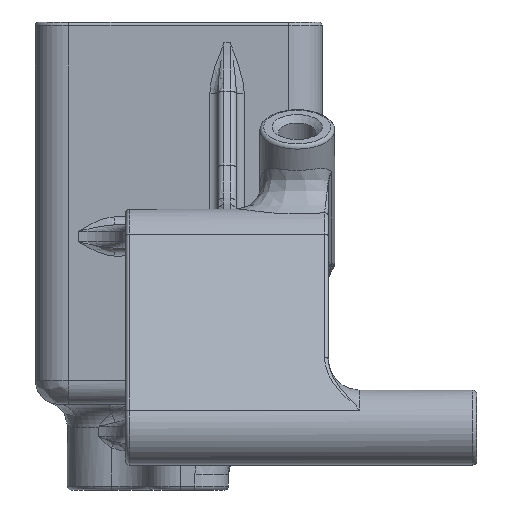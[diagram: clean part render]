
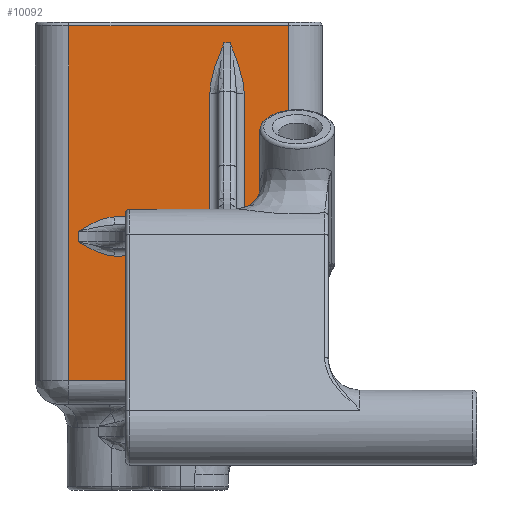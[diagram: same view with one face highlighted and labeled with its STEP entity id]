
A CAD part, left-side view. The second image highlights one B-rep face of the part: STEP entity #10092.
In plain terms, the highlighted planar face has unit normal (-1, 0, 0).
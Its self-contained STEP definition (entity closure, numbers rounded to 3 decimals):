
#280=PLANE('',#11052);
#711=LINE('',#17602,#1176);
#747=LINE('',#18008,#1212);
#755=LINE('',#18103,#1220);
#756=LINE('',#18107,#1221);
#757=LINE('',#18118,#1222);
#758=LINE('',#18128,#1223);
#759=LINE('',#18139,#1224);
#760=LINE('',#18141,#1225);
#761=LINE('',#18143,#1226);
#762=LINE('',#18145,#1227);
#763=LINE('',#18147,#1228);
#764=LINE('',#18149,#1229);
#765=LINE('',#18151,#1230);
#766=LINE('',#18152,#1231);
#1176=VECTOR('',#12738,10.);
#1212=VECTOR('',#12980,10.);
#1220=VECTOR('',#13014,10.);
#1221=VECTOR('',#13019,10.);
#1222=VECTOR('',#13020,10.);
#1223=VECTOR('',#13021,10.);
#1224=VECTOR('',#13022,10.);
#1225=VECTOR('',#13023,10.);
#1226=VECTOR('',#13024,10.);
#1227=VECTOR('',#13025,10.);
#1228=VECTOR('',#13026,10.);
#1229=VECTOR('',#13027,10.);
#1230=VECTOR('',#13028,10.);
#1231=VECTOR('',#13029,10.);
#1680=FACE_OUTER_BOUND('',#2391,.T.);
#2391=EDGE_LOOP('',(#7351,#7352,#7353,#7354,#7355,#7356,#7357,#7358,#7359,
#7360,#7361,#7362,#7363,#7364,#7365,#7366,#7367,#7368));
#3870=B_SPLINE_CURVE_WITH_KNOTS('',3,(#17996,#17997,#17998,#17999,#18000,
#18001,#18002,#18003),.UNSPECIFIED.,.F.,.F.,(4,2,1,1,4),(-0.341,
-0.34,-0.204,-0.136,0.),
 .UNSPECIFIED.);
#3876=B_SPLINE_CURVE_WITH_KNOTS('',3,(#18109,#18110,#18111,#18112,#18113,
#18114,#18115,#18116),.UNSPECIFIED.,.F.,.F.,(4,2,1,1,4),(-0.25,
-0.249,-0.1,-0.05,0.),
 .UNSPECIFIED.);
#3877=B_SPLINE_CURVE_WITH_KNOTS('',3,(#18119,#18120,#18121,#18122,#18123,
#18124,#18125,#18126),.UNSPECIFIED.,.F.,.F.,(4,1,1,2,4),(-0.249,
-0.149,-0.1,0.,0.001),
 .UNSPECIFIED.);
#3878=B_SPLINE_CURVE_WITH_KNOTS('',3,(#18130,#18131,#18132,#18133,#18134,
#18135,#18136,#18137),.UNSPECIFIED.,.F.,.F.,(4,1,1,2,4),(-0.34,
-0.204,-0.136,0.,0.001),
 .UNSPECIFIED.);
#4364=VERTEX_POINT('',#17595);
#4367=VERTEX_POINT('',#17600);
#4436=VERTEX_POINT('',#17984);
#4438=VERTEX_POINT('',#17987);
#4439=VERTEX_POINT('',#18005);
#4454=VERTEX_POINT('',#18102);
#4455=VERTEX_POINT('',#18106);
#4456=VERTEX_POINT('',#18108);
#4457=VERTEX_POINT('',#18117);
#4458=VERTEX_POINT('',#18127);
#4459=VERTEX_POINT('',#18129);
#4460=VERTEX_POINT('',#18138);
#4461=VERTEX_POINT('',#18140);
#4462=VERTEX_POINT('',#18142);
#4463=VERTEX_POINT('',#18144);
#4464=VERTEX_POINT('',#18146);
#4465=VERTEX_POINT('',#18148);
#4466=VERTEX_POINT('',#18150);
#5369=EDGE_CURVE('',#4367,#4364,#711,.T.);
#5480=EDGE_CURVE('',#4438,#4436,#3870,.T.);
#5483=EDGE_CURVE('',#4436,#4439,#747,.T.);
#5503=EDGE_CURVE('',#4439,#4454,#755,.T.);
#5505=EDGE_CURVE('',#4455,#4367,#756,.T.);
#5506=EDGE_CURVE('',#4456,#4455,#3876,.T.);
#5507=EDGE_CURVE('',#4457,#4456,#757,.T.);
#5508=EDGE_CURVE('',#4454,#4457,#3877,.T.);
#5509=EDGE_CURVE('',#4458,#4438,#758,.T.);
#5510=EDGE_CURVE('',#4459,#4458,#3878,.T.);
#5511=EDGE_CURVE('',#4460,#4459,#759,.T.);
#5512=EDGE_CURVE('',#4461,#4460,#760,.T.);
#5513=EDGE_CURVE('',#4462,#4461,#761,.T.);
#5514=EDGE_CURVE('',#4463,#4462,#762,.T.);
#5515=EDGE_CURVE('',#4464,#4463,#763,.T.);
#5516=EDGE_CURVE('',#4465,#4464,#764,.T.);
#5517=EDGE_CURVE('',#4466,#4465,#765,.T.);
#5518=EDGE_CURVE('',#4364,#4466,#766,.T.);
#7351=ORIENTED_EDGE('',*,*,#5369,.F.);
#7352=ORIENTED_EDGE('',*,*,#5505,.F.);
#7353=ORIENTED_EDGE('',*,*,#5506,.F.);
#7354=ORIENTED_EDGE('',*,*,#5507,.F.);
#7355=ORIENTED_EDGE('',*,*,#5508,.F.);
#7356=ORIENTED_EDGE('',*,*,#5503,.F.);
#7357=ORIENTED_EDGE('',*,*,#5483,.F.);
#7358=ORIENTED_EDGE('',*,*,#5480,.F.);
#7359=ORIENTED_EDGE('',*,*,#5509,.F.);
#7360=ORIENTED_EDGE('',*,*,#5510,.F.);
#7361=ORIENTED_EDGE('',*,*,#5511,.F.);
#7362=ORIENTED_EDGE('',*,*,#5512,.F.);
#7363=ORIENTED_EDGE('',*,*,#5513,.F.);
#7364=ORIENTED_EDGE('',*,*,#5514,.F.);
#7365=ORIENTED_EDGE('',*,*,#5515,.F.);
#7366=ORIENTED_EDGE('',*,*,#5516,.F.);
#7367=ORIENTED_EDGE('',*,*,#5517,.F.);
#7368=ORIENTED_EDGE('',*,*,#5518,.F.);
#10092=ADVANCED_FACE('',(#1680),#280,.F.);
#11052=AXIS2_PLACEMENT_3D('',#18105,#13017,#13018);
#12738=DIRECTION('',(0.,0.,-1.));
#12980=DIRECTION('',(0.,0.,-1.));
#13014=DIRECTION('',(0.,1.,0.));
#13017=DIRECTION('center_axis',(1.,0.,0.));
#13018=DIRECTION('ref_axis',(0.,-1.,0.));
#13019=DIRECTION('',(0.,-1.,0.));
#13020=DIRECTION('',(0.,0.,-1.));
#13021=DIRECTION('',(0.,1.,0.));
#13022=DIRECTION('',(0.,0.,1.));
#13023=DIRECTION('',(0.,1.,0.));
#13024=DIRECTION('',(0.,0.,-1.));
#13025=DIRECTION('',(0.,-1.,0.));
#13026=DIRECTION('',(0.,0.,1.));
#13027=DIRECTION('',(0.,1.,0.));
#13028=DIRECTION('',(0.,0.,1.));
#13029=DIRECTION('',(0.,1.,0.));
#17595=CARTESIAN_POINT('',(17.55,5.6,-19.5));
#17600=CARTESIAN_POINT('',(17.55,5.6,-9.5));
#17602=CARTESIAN_POINT('',(17.55,5.6,-1.625));
#17984=CARTESIAN_POINT('',(17.55,5.6,0.889));
#17987=CARTESIAN_POINT('',(17.55,4.7,4.162));
#17996=CARTESIAN_POINT('Ctrl Pts',(17.55,4.7,4.162));
#17997=CARTESIAN_POINT('Ctrl Pts',(17.55,4.701,4.159));
#17998=CARTESIAN_POINT('Ctrl Pts',(17.55,4.702,4.156));
#17999=CARTESIAN_POINT('Ctrl Pts',(17.55,4.874,3.733));
#18000=CARTESIAN_POINT('Ctrl Pts',(17.55,5.13,3.1));
#18001=CARTESIAN_POINT('Ctrl Pts',(17.55,5.472,2.022));
#18002=CARTESIAN_POINT('Ctrl Pts',(17.55,5.6,1.343));
#18003=CARTESIAN_POINT('Ctrl Pts',(17.55,5.6,0.889));
#18005=CARTESIAN_POINT('',(17.55,5.6,-7.));
#18008=CARTESIAN_POINT('',(17.55,5.6,-1.625));
#18102=CARTESIAN_POINT('',(17.55,11.696,-7.));
#18103=CARTESIAN_POINT('',(17.55,12.82,-7.));
#18105=CARTESIAN_POINT('Origin',(17.55,14.64,5.5));
#18106=CARTESIAN_POINT('',(17.55,11.696,-9.5));
#18107=CARTESIAN_POINT('',(17.55,12.82,-9.5));
#18108=CARTESIAN_POINT('',(17.55,14.,-8.6));
#18109=CARTESIAN_POINT('Ctrl Pts',(17.55,14.,-8.6));
#18110=CARTESIAN_POINT('Ctrl Pts',(17.55,13.998,-8.601));
#18111=CARTESIAN_POINT('Ctrl Pts',(17.55,13.996,-8.602));
#18112=CARTESIAN_POINT('Ctrl Pts',(17.55,13.567,-8.86));
#18113=CARTESIAN_POINT('Ctrl Pts',(17.55,12.991,-9.207));
#18114=CARTESIAN_POINT('Ctrl Pts',(17.55,12.196,-9.458));
#18115=CARTESIAN_POINT('Ctrl Pts',(17.55,11.862,-9.5));
#18116=CARTESIAN_POINT('Ctrl Pts',(17.55,11.696,-9.5));
#18117=CARTESIAN_POINT('',(17.55,14.,-7.9));
#18118=CARTESIAN_POINT('',(17.55,14.,-4.6));
#18119=CARTESIAN_POINT('Ctrl Pts',(17.55,11.696,-7.));
#18120=CARTESIAN_POINT('Ctrl Pts',(17.55,12.028,-7.));
#18121=CARTESIAN_POINT('Ctrl Pts',(17.55,12.522,-7.124));
#18122=CARTESIAN_POINT('Ctrl Pts',(17.55,13.276,-7.466));
#18123=CARTESIAN_POINT('Ctrl Pts',(17.55,13.709,-7.726));
#18124=CARTESIAN_POINT('Ctrl Pts',(17.55,13.996,-7.898));
#18125=CARTESIAN_POINT('Ctrl Pts',(17.55,13.998,-7.899));
#18126=CARTESIAN_POINT('Ctrl Pts',(17.55,14.,-7.9));
#18127=CARTESIAN_POINT('',(17.55,4.3,4.162));
#18128=CARTESIAN_POINT('',(17.55,9.27,4.162));
#18129=CARTESIAN_POINT('',(17.55,3.4,0.889));
#18130=CARTESIAN_POINT('Ctrl Pts',(17.55,3.4,0.889));
#18131=CARTESIAN_POINT('Ctrl Pts',(17.55,3.4,1.343));
#18132=CARTESIAN_POINT('Ctrl Pts',(17.55,3.528,2.022));
#18133=CARTESIAN_POINT('Ctrl Pts',(17.55,3.87,3.1));
#18134=CARTESIAN_POINT('Ctrl Pts',(17.55,4.126,3.733));
#18135=CARTESIAN_POINT('Ctrl Pts',(17.55,4.298,4.156));
#18136=CARTESIAN_POINT('Ctrl Pts',(17.55,4.299,4.159));
#18137=CARTESIAN_POINT('Ctrl Pts',(17.55,4.3,4.162));
#18138=CARTESIAN_POINT('',(17.55,3.4,-7.));
#18139=CARTESIAN_POINT('',(17.55,3.4,-4.673));
#18140=CARTESIAN_POINT('',(17.55,0.56,-7.));
#18141=CARTESIAN_POINT('',(17.55,12.82,-7.));
#18142=CARTESIAN_POINT('',(17.55,0.56,5.25));
#18143=CARTESIAN_POINT('',(17.55,0.56,5.5));
#18144=CARTESIAN_POINT('',(17.55,14.64,5.25));
#18145=CARTESIAN_POINT('',(17.55,11.29,5.25));
#18146=CARTESIAN_POINT('',(17.55,14.64,-17.5));
#18147=CARTESIAN_POINT('',(17.55,14.64,5.5));
#18148=CARTESIAN_POINT('',(17.55,7.46,-17.5));
#18149=CARTESIAN_POINT('',(17.55,13.383,-17.5));
#18150=CARTESIAN_POINT('',(17.55,7.46,-19.5));
#18151=CARTESIAN_POINT('',(17.55,7.46,-9.5));
#18152=CARTESIAN_POINT('',(17.55,12.82,-19.5));
